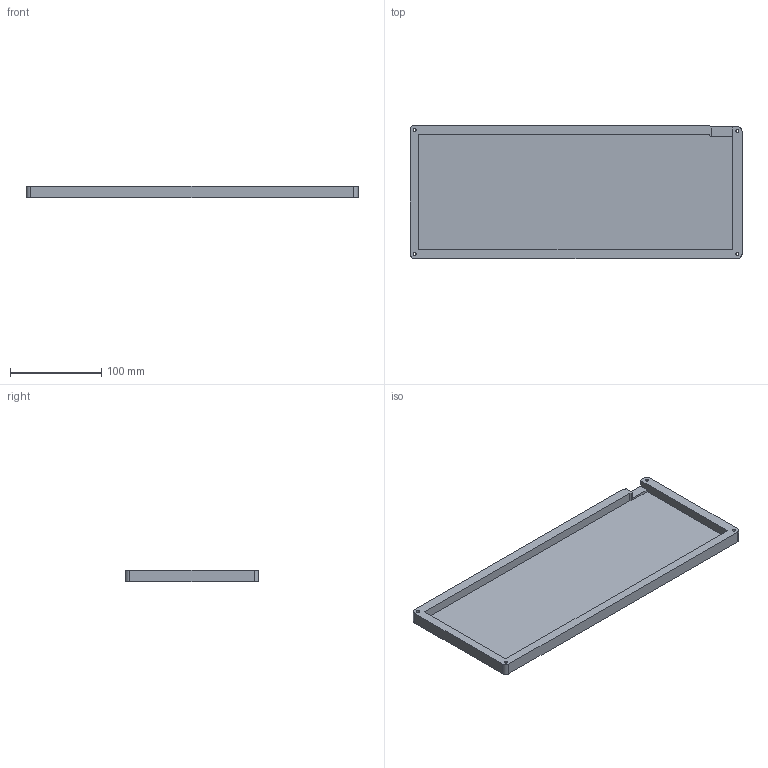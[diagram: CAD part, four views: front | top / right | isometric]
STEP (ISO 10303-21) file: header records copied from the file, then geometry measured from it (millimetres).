
FILE_DESCRIPTION(/* description */ (''),/* implementation_level */ '2;1');
FILE_NAME(/* name */ 'Bottom.step',/* time_stamp */ '2025-06-19T21:44:02+05:00',/* author */ (''),/* organization */ (''),/* preprocessor_version */ 'ST-DEVELOPER v20.1',/* originating_system */ 'Autodesk Translation Framework v14.10.0.0',/* authorisation */ '');
FILE_SCHEMA (('AUTOMOTIVE_DESIGN { 1 0 10303 214 3 1 1 }'));
Length unit declared in the file: millimetre
Products named in the file (1): KBBottom
Bounding box: 363.89 x 146.05 x 13 mm (x, y, z)
Volume: 253874.3 mm3; surface area: 129236 mm2
Topology: 1 solids, 1 shells, 123 faces, 332 edges, 221 vertices
Faces by surface type: plane 60, bspline 43, cylinder 20
Full cylindrical faces by diameter (mm): 3.4 x4, 6 x4
Entity records: 4295 total; most frequent: CARTESIAN_POINT 1408, ORIENTED_EDGE 664, DIRECTION 446, EDGE_CURVE 332, VERTEX_POINT 221, LINE 208, VECTOR 208, EDGE_LOOP 141
